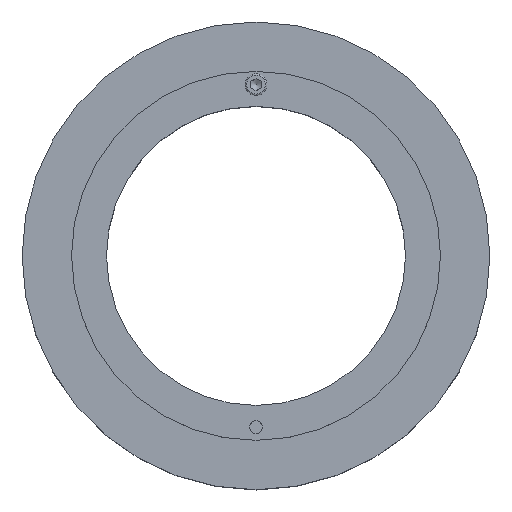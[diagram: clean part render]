
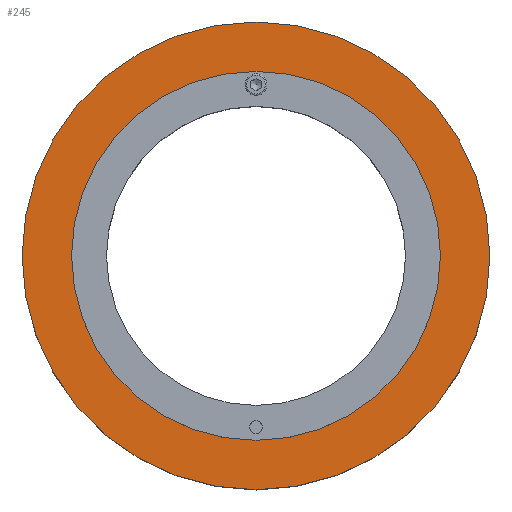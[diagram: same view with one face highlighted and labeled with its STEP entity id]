
A CAD part, top view. The second image highlights one B-rep face of the part: STEP entity #245.
In plain terms, the highlighted planar face has unit normal (0, 0, 1).
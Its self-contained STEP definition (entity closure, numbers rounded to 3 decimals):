
#151=CARTESIAN_POINT('',(382.5,0.,268.0));
#152=VERTEX_POINT('',#151);
#153=CARTESIAN_POINT('',(0.0,0.0,268.0));
#154=DIRECTION('',(0.0,0.0,-1.0));
#155=DIRECTION('',(-1.0,0.0,0.0));
#156=AXIS2_PLACEMENT_3D('',#153,#154,#155);
#157=CIRCLE('',#156,382.5);
#158=EDGE_CURVE('',#152,#152,#157,.T.);
#211=CARTESIAN_POINT('',(485.0,0.,268.0));
#212=VERTEX_POINT('',#211);
#213=CARTESIAN_POINT('',(0.0,0.0,268.0));
#214=DIRECTION('',(0.0,0.0,-1.0));
#215=DIRECTION('',(-1.0,0.0,0.0));
#216=AXIS2_PLACEMENT_3D('',#213,#214,#215);
#217=CIRCLE('',#216,485.0);
#218=EDGE_CURVE('',#212,#212,#217,.T.);
#234=CARTESIAN_POINT('',(0.0,0.0,268.0));
#235=DIRECTION('',(0.0,0.0,-1.0));
#236=DIRECTION('',(-1.0,0.0,0.0));
#237=AXIS2_PLACEMENT_3D('',#234,#235,#236);
#238=PLANE('',#237);
#239=ORIENTED_EDGE('',*,*,#218,.F.);
#240=EDGE_LOOP('',(#239));
#241=FACE_OUTER_BOUND('',#240,.T.);
#242=ORIENTED_EDGE('',*,*,#158,.T.);
#243=EDGE_LOOP('',(#242));
#244=FACE_BOUND('',#243,.T.);
#245=ADVANCED_FACE('',(#241,#244),#238,.F.);
